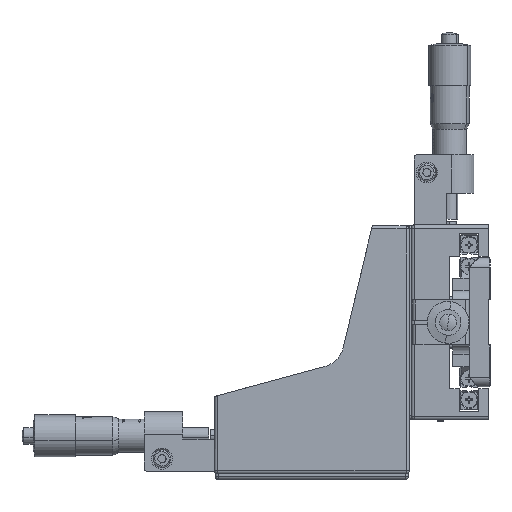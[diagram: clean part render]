
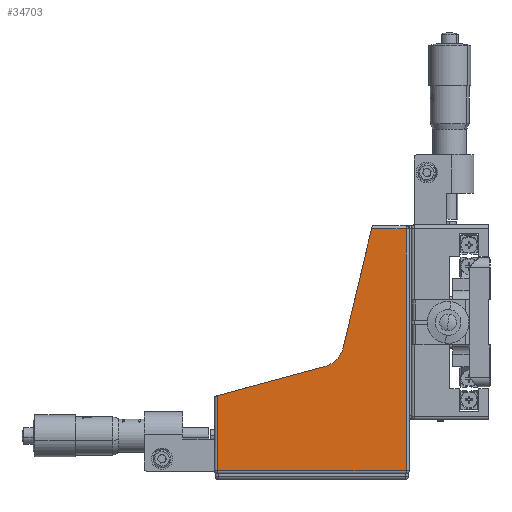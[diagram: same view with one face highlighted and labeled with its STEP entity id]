
A CAD part, left-side view. The second image highlights one B-rep face of the part: STEP entity #34703.
In plain terms, the highlighted planar face has unit normal (-1, 0, 0).
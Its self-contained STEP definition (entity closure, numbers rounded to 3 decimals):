
#1799 = DIRECTION ( 'NONE',  ( 0., -0.965, 0.262 ) ) ;
#2344 = FACE_OUTER_BOUND ( 'NONE', #80366, .T. ) ;
#3973 = CARTESIAN_POINT ( 'NONE',  ( -21.934, 17.118, 33.508 ) ) ;
#13080 = CIRCLE ( 'NONE', #50023, 8. ) ;
#17890 = EDGE_CURVE ( 'NONE', #32590, #54278, #27381, .T. ) ;
#18973 = CARTESIAN_POINT ( 'NONE',  ( -21.934, 27.618, 33.508 ) ) ;
#19874 = CARTESIAN_POINT ( 'NONE',  ( -21.934, 44.408, -1.452 ) ) ;
#19939 = CARTESIAN_POINT ( 'NONE',  ( -21.934, 75.618, -41.492 ) ) ;
#22910 = LINE ( 'NONE', #34757, #58680 ) ;
#24065 = CARTESIAN_POINT ( 'NONE',  ( -21.934, 44.408, -1.452 ) ) ;
#26490 = VECTOR ( 'NONE', #1799, 1000. ) ;
#26762 = PLANE ( 'NONE',  #81492 ) ;
#27067 = DIRECTION ( 'NONE',  ( 0., 0., -1. ) ) ;
#27074 = CARTESIAN_POINT ( 'NONE',  ( -21.934, 42.311, -9.173 ) ) ;
#27381 = LINE ( 'NONE', #3973, #75367 ) ;
#28578 = EDGE_CURVE ( 'NONE', #91737, #89973, #64452, .T. ) ;
#29845 = CARTESIAN_POINT ( 'NONE',  ( -21.934, 17.118, -41.492 ) ) ;
#31224 = DIRECTION ( 'NONE',  ( 0., 0., -1. ) ) ;
#32590 = VERTEX_POINT ( 'NONE', #36318 ) ;
#33412 = ORIENTED_EDGE ( 'NONE', *, *, #76971, .F. ) ;
#34703 = ADVANCED_FACE ( 'NONE', ( #2344 ), #26762, .F. ) ;
#34757 = CARTESIAN_POINT ( 'NONE',  ( -21.934, 27.618, 34.508 ) ) ;
#34917 = ORIENTED_EDGE ( 'NONE', *, *, #72171, .T. ) ;
#36318 = CARTESIAN_POINT ( 'NONE',  ( -21.934, 17.118, -41.492 ) ) ;
#36616 = ORIENTED_EDGE ( 'NONE', *, *, #28578, .F. ) ;
#37915 = EDGE_CURVE ( 'NONE', #43062, #62575, #22910, .T. ) ;
#41667 = DIRECTION ( 'NONE',  ( 0., -0.232, 0.973 ) ) ;
#42783 = CARTESIAN_POINT ( 'NONE',  ( -21.934, 27.857, 33.508 ) ) ;
#43062 = VERTEX_POINT ( 'NONE', #79997 ) ;
#44595 = CARTESIAN_POINT ( 'NONE',  ( -21.934, 76.618, -18.493 ) ) ;
#44760 = VECTOR ( 'NONE', #54872, 1000. ) ;
#46724 = DIRECTION ( 'NONE',  ( 0., 0., 1. ) ) ;
#50023 = AXIS2_PLACEMENT_3D ( 'NONE', #24065, #73960, #31224 ) ;
#50336 = VECTOR ( 'NONE', #82465, 1000. ) ;
#51442 = DIRECTION ( 'NONE',  ( 0., -1., 0. ) ) ;
#52600 = LINE ( 'NONE', #75617, #50336 ) ;
#54036 = EDGE_CURVE ( 'NONE', #54278, #62575, #63723, .T. ) ;
#54278 = VERTEX_POINT ( 'NONE', #57936 ) ;
#54872 = DIRECTION ( 'NONE',  ( 0., 1., 0. ) ) ;
#57936 = CARTESIAN_POINT ( 'NONE',  ( -21.934, 17.118, 33.508 ) ) ;
#58680 = VECTOR ( 'NONE', #41667, 1000. ) ;
#62575 = VERTEX_POINT ( 'NONE', #42783 ) ;
#62996 = VECTOR ( 'NONE', #51442, 1000. ) ;
#63723 = LINE ( 'NONE', #18973, #44760 ) ;
#64452 = LINE ( 'NONE', #44595, #26490 ) ;
#65193 = LINE ( 'NONE', #29845, #62996 ) ;
#69886 = DIRECTION ( 'NONE',  ( 1., 0., 0. ) ) ;
#70840 = ORIENTED_EDGE ( 'NONE', *, *, #17890, .T. ) ;
#71260 = ORIENTED_EDGE ( 'NONE', *, *, #54036, .T. ) ;
#72171 = EDGE_CURVE ( 'NONE', #91737, #92255, #52600, .T. ) ;
#73960 = DIRECTION ( 'NONE',  ( -1., 0., 0. ) ) ;
#75367 = VECTOR ( 'NONE', #46724, 1000. ) ;
#75617 = CARTESIAN_POINT ( 'NONE',  ( -21.934, 75.618, -41.492 ) ) ;
#76971 = EDGE_CURVE ( 'NONE', #89973, #43062, #13080, .T. ) ;
#79997 = CARTESIAN_POINT ( 'NONE',  ( -21.934, 36.626, -3.306 ) ) ;
#80366 = EDGE_LOOP ( 'NONE', ( #70840, #71260, #84362, #33412, #36616, #34917, #88899 ) ) ;
#81492 = AXIS2_PLACEMENT_3D ( 'NONE', #19874, #69886, #27067 ) ;
#82120 = EDGE_CURVE ( 'NONE', #92255, #32590, #65193, .T. ) ;
#82465 = DIRECTION ( 'NONE',  ( 0., 0., -1. ) ) ;
#84362 = ORIENTED_EDGE ( 'NONE', *, *, #37915, .F. ) ;
#85228 = CARTESIAN_POINT ( 'NONE',  ( -21.934, 75.618, -18.221 ) ) ;
#88899 = ORIENTED_EDGE ( 'NONE', *, *, #82120, .T. ) ;
#89973 = VERTEX_POINT ( 'NONE', #27074 ) ;
#91737 = VERTEX_POINT ( 'NONE', #85228 ) ;
#92255 = VERTEX_POINT ( 'NONE', #19939 ) ;
